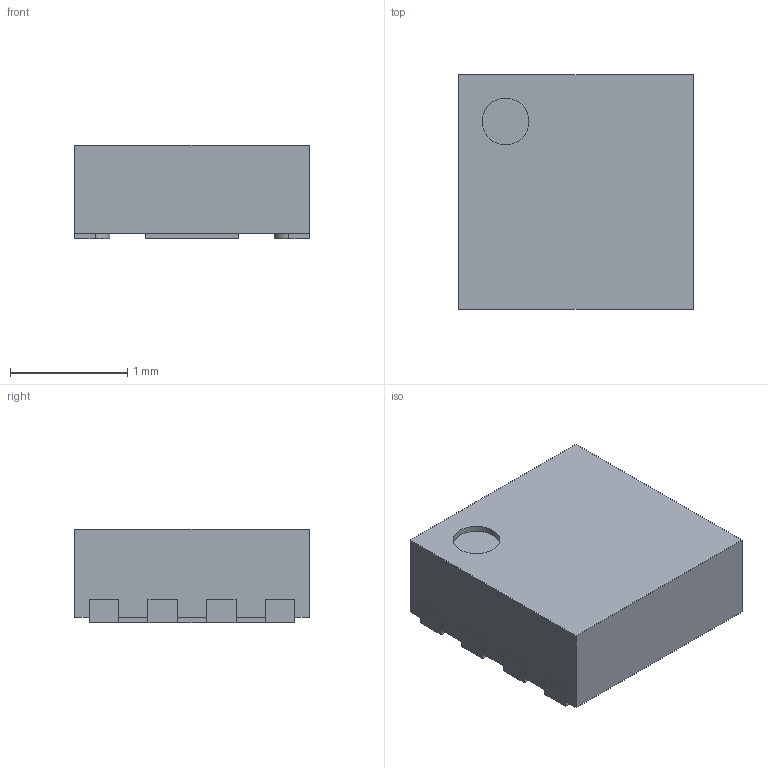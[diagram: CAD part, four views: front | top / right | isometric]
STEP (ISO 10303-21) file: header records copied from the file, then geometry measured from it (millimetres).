
FILE_DESCRIPTION((''),'2;1');
FILE_NAME('SON50P200X200X80-9N-R80X140.stp','2014-08-21T11:34:12',(''),(''),'Mechanical Desktop 2011','Mechanical Desktop 2011',', , ');
FILE_SCHEMA(('AUTOMOTIVE_DESIGN { 1 2 10303 214 1 1 1 1 }'));
Length unit declared in the file: millimetre
Products named in the file (1): Product
Bounding box: 2 x 2 x 0.8 mm (x, y, z)
Volume: 3.1 mm3; surface area: 19.8 mm2
Topology: 10 solids, 10 shells, 95 faces, 222 edges, 148 vertices
Faces by surface type: plane 45, bspline 40, cylinder 10
Entity records: 2839 total; most frequent: CARTESIAN_POINT 698, ORIENTED_EDGE 444, DIRECTION 370, EDGE_CURVE 222, VECTOR 186, LINE 186, VERTEX_POINT 148, EDGE_LOOP 96
